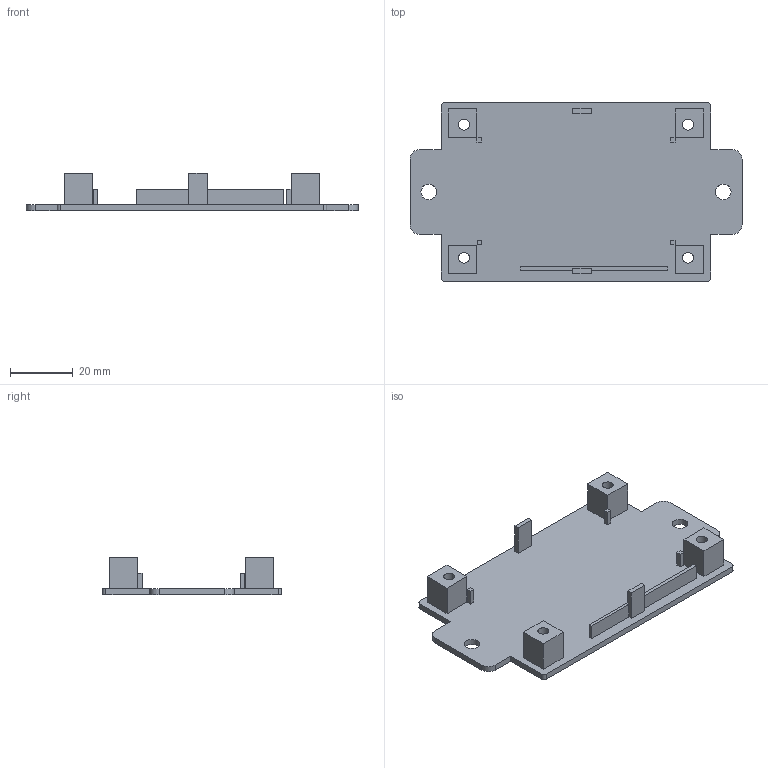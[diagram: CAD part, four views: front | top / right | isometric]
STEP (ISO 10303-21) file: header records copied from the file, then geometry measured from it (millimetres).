
FILE_DESCRIPTION(/* description */ ('Alibre Inc.'),/* implementation_level */ '2;1');
FILE_NAME(/* name */ 'export0',/* time_stamp */ '2018-08-09T22:33:07+02:00',/* author */ (''),/* organization */ (''),/* preprocessor_version */ 'ST-DEVELOPER v14',/* originating_system */ 'Alibre',/* authorisation */ '');
FILE_SCHEMA (('CONFIG_CONTROL_DESIGN'));
Length unit declared in the file: centimetre
Products named in the file (1): ID_1
Bounding box: 106 x 57 x 12 mm (x, y, z)
Volume: 14021.6 mm3; surface area: 14192.5 mm2
Topology: 1 solids, 1 shells, 88 faces, 224 edges, 148 vertices
Faces by surface type: plane 70, cylinder 14, torus 4
Full cylindrical faces by diameter (mm): 3.5 x4, 5 x2
Entity records: 2604 total; most frequent: CARTESIAN_POINT 448, ORIENTED_EDGE 428, DIRECTION 346, EDGE_CURVE 214, VECTOR 181, LINE 181, VERTEX_POINT 148, EDGE_LOOP 120
